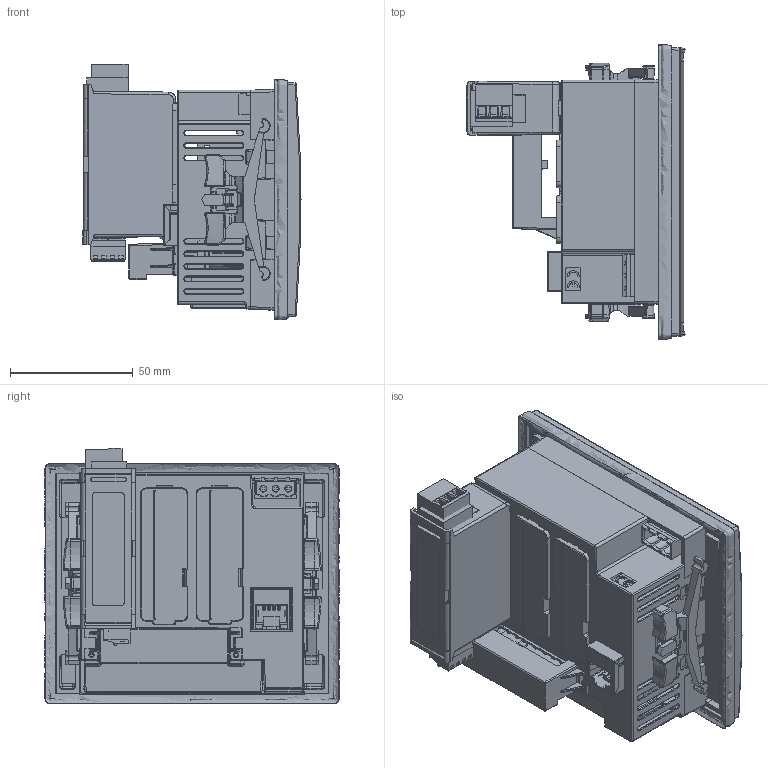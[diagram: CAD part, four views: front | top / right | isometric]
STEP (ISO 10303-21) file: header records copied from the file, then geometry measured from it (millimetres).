
FILE_DESCRIPTION(/* description */ (''),/* implementation_level */ '2;1');
FILE_NAME(/* name */ 'FILE_STP_CAD_DRAWING_3D_PMVF3000_prt.stp',/* time_stamp */ '2023-12-19T19:03:38+01:00',/* author */ (''),/* organization */ (''),/* preprocessor_version */ 'ST-DEVELOPER v16.7',/* originating_system */ 'SIEMENS PLM Software NX 12.0',/* authorisation */ '');
FILE_SCHEMA (('AUTOMOTIVE_DESIGN { 1 0 10303 214 3 1 1 1 }'));
Products named in the file (1): 3D_PMVF3000
Bounding box: 88.81 x 120.01 x 104.29 mm (x, y, z)
Volume: 62436 mm3; surface area: 102037.5 mm2
Topology: 1 solids, 100 shells, 1597 faces, 6591 edges, 4960 vertices
Faces by surface type: plane 791, cylinder 468, bspline 117, cone 100, torus 73, sphere 44, extrusion 4
Full cylindrical faces by diameter (mm): 2.9 x3
Entity records: 80725 total; most frequent: CARTESIAN_POINT 27743, DIRECTION 10594, ORIENTED_EDGE 9502, EDGE_CURVE 6538, VERTEX_POINT 4960, VECTOR 4192, LINE 4188, AXIS2_PLACEMENT_3D 3201
